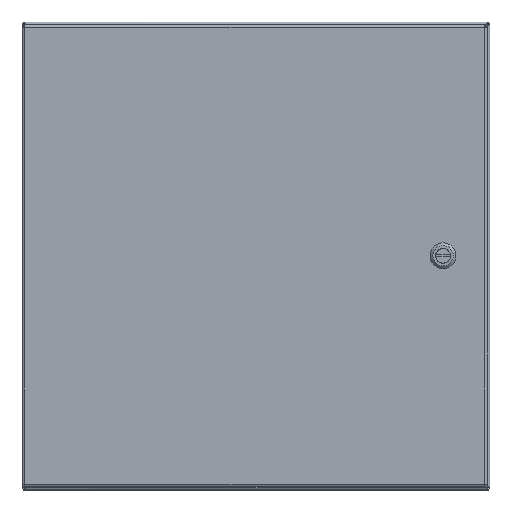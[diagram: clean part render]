
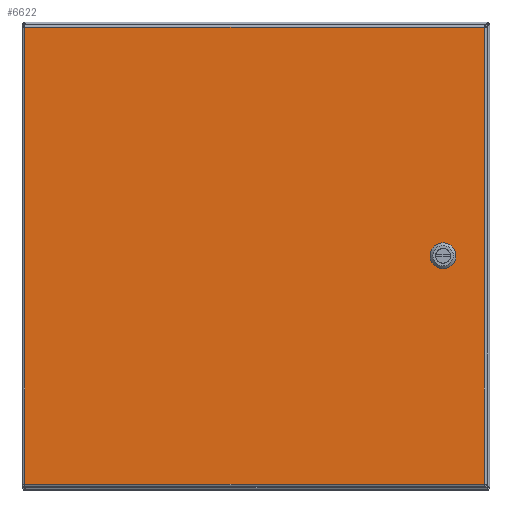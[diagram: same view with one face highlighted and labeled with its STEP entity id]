
A CAD part, top view. The second image highlights one B-rep face of the part: STEP entity #6622.
In plain terms, the highlighted face is planar.
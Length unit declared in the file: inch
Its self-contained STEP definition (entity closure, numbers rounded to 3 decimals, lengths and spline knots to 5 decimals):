
#4945=CARTESIAN_POINT('',(2.08762,10.275,0.0));
#4946=VERTEX_POINT('',#4945);
#4953=CARTESIAN_POINT('',(2.275,10.08762,0.0));
#4954=VERTEX_POINT('',#4953);
#4955=CARTESIAN_POINT('',(1.875,9.875,0.0));
#4956=DIRECTION('',(0.0,0.0,1.0));
#4957=DIRECTION('',(-0.469,-0.883,0.0));
#4958=AXIS2_PLACEMENT_3D('',#4955,#4956,#4957);
#4959=CIRCLE('',#4958,0.453);
#4960=EDGE_CURVE('',#4954,#4946,#4959,.T.);
#4985=CARTESIAN_POINT('',(2.275,9.66238,0.0));
#4986=VERTEX_POINT('',#4985);
#4987=CARTESIAN_POINT('',(2.275,9.66238,0.0));
#4988=DIRECTION('',(0.0,1.0,0.0));
#4989=VECTOR('',#4988,0.42525);
#4990=LINE('',#4987,#4989);
#4991=EDGE_CURVE('',#4986,#4954,#4990,.T.);
#5017=CARTESIAN_POINT('',(2.08762,9.475,0.0));
#5018=VERTEX_POINT('',#5017);
#5019=CARTESIAN_POINT('',(1.875,9.875,0.0));
#5020=DIRECTION('',(0.0,0.0,1.0));
#5021=DIRECTION('',(-0.883,0.469,0.0));
#5022=AXIS2_PLACEMENT_3D('',#5019,#5020,#5021);
#5023=CIRCLE('',#5022,0.453);
#5024=EDGE_CURVE('',#5018,#4986,#5023,.T.);
#5049=CARTESIAN_POINT('',(1.66238,9.475,0.0));
#5050=VERTEX_POINT('',#5049);
#5051=CARTESIAN_POINT('',(1.66238,9.475,0.0));
#5052=DIRECTION('',(1.0,0.0,0.0));
#5053=VECTOR('',#5052,0.42525);
#5054=LINE('',#5051,#5053);
#5055=EDGE_CURVE('',#5050,#5018,#5054,.T.);
#5081=CARTESIAN_POINT('',(1.475,9.66238,0.0));
#5082=VERTEX_POINT('',#5081);
#5083=CARTESIAN_POINT('',(1.875,9.875,0.0));
#5084=DIRECTION('',(0.0,0.0,1.0));
#5085=DIRECTION('',(0.469,0.883,0.0));
#5086=AXIS2_PLACEMENT_3D('',#5083,#5084,#5085);
#5087=CIRCLE('',#5086,0.453);
#5088=EDGE_CURVE('',#5082,#5050,#5087,.T.);
#5113=CARTESIAN_POINT('',(1.475,10.08762,0.0));
#5114=VERTEX_POINT('',#5113);
#5115=CARTESIAN_POINT('',(1.475,10.08762,0.0));
#5116=DIRECTION('',(0.0,-1.0,0.0));
#5117=VECTOR('',#5116,0.42525);
#5118=LINE('',#5115,#5117);
#5119=EDGE_CURVE('',#5114,#5082,#5118,.T.);
#5145=CARTESIAN_POINT('',(1.66238,10.275,0.0));
#5146=VERTEX_POINT('',#5145);
#5147=CARTESIAN_POINT('',(1.875,9.875,0.0));
#5148=DIRECTION('',(0.0,0.0,1.0));
#5149=DIRECTION('',(0.883,-0.469,0.0));
#5150=AXIS2_PLACEMENT_3D('',#5147,#5148,#5149);
#5151=CIRCLE('',#5150,0.453);
#5152=EDGE_CURVE('',#5146,#5114,#5151,.T.);
#5175=CARTESIAN_POINT('',(2.08762,10.275,0.0));
#5176=DIRECTION('',(-1.0,0.0,0.0));
#5177=VECTOR('',#5176,0.42525);
#5178=LINE('',#5175,#5177);
#5179=EDGE_CURVE('',#4946,#5146,#5178,.T.);
#5630=CARTESIAN_POINT('',(19.76975,0.10525,0.));
#5631=VERTEX_POINT('',#5630);
#5642=CARTESIAN_POINT('',(19.76975,19.64475,0.));
#5643=VERTEX_POINT('',#5642);
#5644=CARTESIAN_POINT('',(19.76975,19.64475,0.0));
#5645=DIRECTION('',(0.0,-1.0,0.0));
#5646=VECTOR('',#5645,19.5395);
#5647=LINE('',#5644,#5646);
#5648=EDGE_CURVE('',#5643,#5631,#5647,.T.);
#5800=CARTESIAN_POINT('',(0.10525,0.10525,0.));
#5801=VERTEX_POINT('',#5800);
#5812=CARTESIAN_POINT('',(19.76975,0.10525,0.0));
#5813=DIRECTION('',(-1.0,0.0,0.0));
#5814=VECTOR('',#5813,19.6645);
#5815=LINE('',#5812,#5814);
#5816=EDGE_CURVE('',#5631,#5801,#5815,.T.);
#6077=CARTESIAN_POINT('',(0.10525,19.64475,0.));
#6078=VERTEX_POINT('',#6077);
#6089=CARTESIAN_POINT('',(0.10525,0.10525,0.0));
#6090=DIRECTION('',(0.0,1.0,0.0));
#6091=VECTOR('',#6090,19.5395);
#6092=LINE('',#6089,#6091);
#6093=EDGE_CURVE('',#5801,#6078,#6092,.T.);
#6358=CARTESIAN_POINT('',(0.10525,19.64475,0.0));
#6359=DIRECTION('',(1.0,0.0,0.0));
#6360=VECTOR('',#6359,19.6645);
#6361=LINE('',#6358,#6360);
#6362=EDGE_CURVE('',#6078,#5643,#6361,.T.);
#6601=CARTESIAN_POINT('',(9.9375,9.875,0.0));
#6602=DIRECTION('',(0.0,0.0,1.0));
#6603=DIRECTION('',(1.0,0.0,0.0));
#6604=AXIS2_PLACEMENT_3D('',#6601,#6602,#6603);
#6605=PLANE('',#6604);
#6606=ORIENTED_EDGE('',*,*,#5648,.T.);
#6607=ORIENTED_EDGE('',*,*,#5816,.T.);
#6608=ORIENTED_EDGE('',*,*,#6093,.T.);
#6609=ORIENTED_EDGE('',*,*,#6362,.T.);
#6610=EDGE_LOOP('',(#6606,#6607,#6608,#6609));
#6611=FACE_OUTER_BOUND('',#6610,.T.);
#6612=ORIENTED_EDGE('',*,*,#4960,.T.);
#6613=ORIENTED_EDGE('',*,*,#5179,.T.);
#6614=ORIENTED_EDGE('',*,*,#5152,.T.);
#6615=ORIENTED_EDGE('',*,*,#5119,.T.);
#6616=ORIENTED_EDGE('',*,*,#5088,.T.);
#6617=ORIENTED_EDGE('',*,*,#5055,.T.);
#6618=ORIENTED_EDGE('',*,*,#5024,.T.);
#6619=ORIENTED_EDGE('',*,*,#4991,.T.);
#6620=EDGE_LOOP('',(#6612,#6613,#6614,#6615,#6616,#6617,#6618,#6619));
#6621=FACE_BOUND('',#6620,.T.);
#6622=ADVANCED_FACE('',(#6611,#6621),#6605,.F.);
